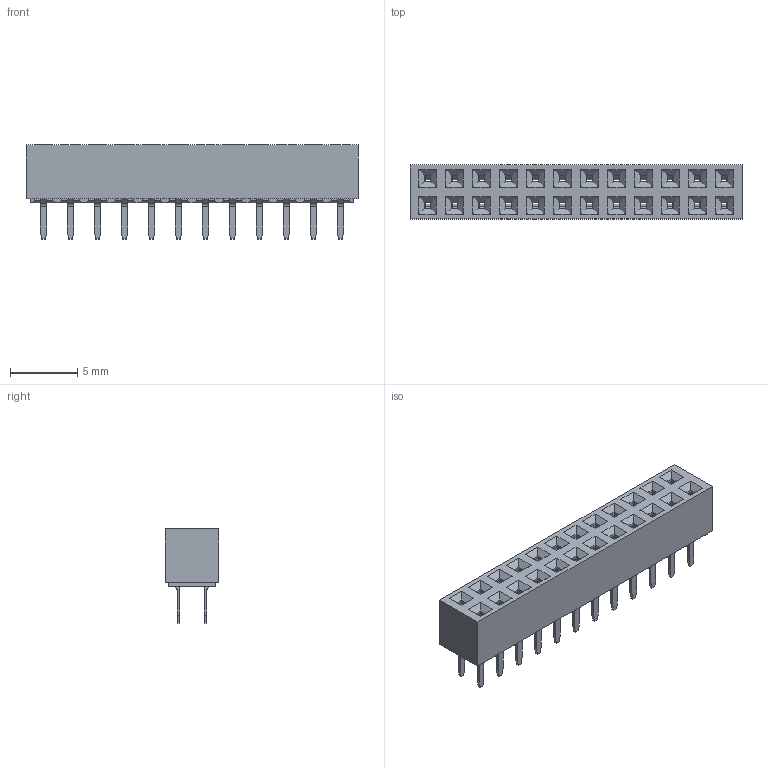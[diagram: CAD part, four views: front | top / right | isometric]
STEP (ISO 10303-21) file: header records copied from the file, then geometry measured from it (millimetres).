
FILE_DESCRIPTION(/* description */ ('Unknown'),/* implementation_level */ '2;1');
FILE_NAME(/* name */ '62002421821',/* time_stamp */ '2017-10-26T15:05:52+02:00',/* author */ ('Unknown'),/* organization */ ('Unknown'),/* preprocessor_version */ 'ST-DEVELOPER v16.7',/* originating_system */ 'DEX',/* authorisation */ $);
FILE_SCHEMA (('AUTOMOTIVE_DESIGN {1 0 10303 214 3 1 1}'));
Length unit declared in the file: millimetre
Products named in the file (3): 6200xx21821; 62002421821
Assembly tree (25 placements, depth 2):
  6200xx21821
    62002421821
    6200xx21821  x24
Bounding box: 24.6 x 4 x 7 mm (x, y, z)
Volume: 292.6 mm3; surface area: 1567.2 mm2
Topology: 25 solids, 25 shells, 2915 faces, 7728 edges, 4864 vertices
Faces by surface type: plane 1907, cylinder 912, bspline 96
Entity records: 16062 total; most frequent: CARTESIAN_POINT 2875, ORIENTED_EDGE 2760, DIRECTION 2530, EDGE_CURVE 1380, LINE 1304, VECTOR 1304, VERTEX_POINT 862, AXIS2_PLACEMENT_3D 613
